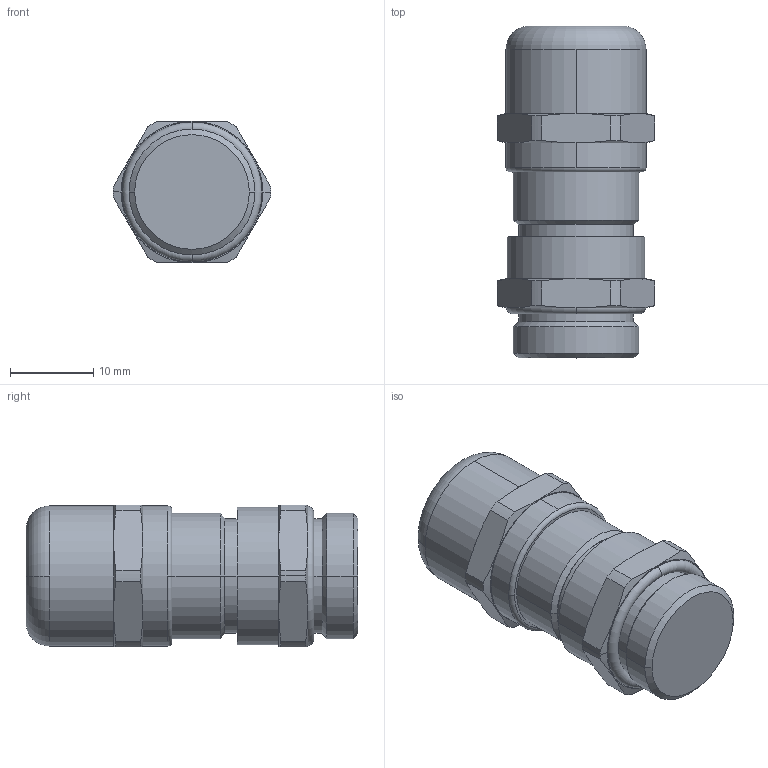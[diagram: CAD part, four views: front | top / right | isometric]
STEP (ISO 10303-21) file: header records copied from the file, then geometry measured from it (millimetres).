
FILE_DESCRIPTION (( 'STEP AP203' ), '1' );
FILE_NAME ('BSEM-E2-PG9T-WCL.step', '2021-11-30T13:46:13', ( '' ), ( '' ), 'SwSTEP 2.0', 'SolidWorks 2021', '' );
FILE_SCHEMA (( 'CONFIG_CONTROL_DESIGN' ));
Length unit declared in the file: inch
Products named in the file (1): BSEM-E2-PG9T-WCL
Bounding box: 18.9 x 39.8 x 17 mm (x, y, z)
Volume: 8210 mm3; surface area: 2686.8 mm2
Topology: 1 solids, 1 shells, 91 faces, 206 edges, 126 vertices
Faces by surface type: cone 34, cylinder 28, plane 23, torus 6
Entity records: 2587 total; most frequent: CARTESIAN_POINT 520, DIRECTION 450, ORIENTED_EDGE 412, EDGE_CURVE 206, AXIS2_PLACEMENT_3D 200, VERTEX_POINT 126, CIRCLE 108, EDGE_LOOP 100
